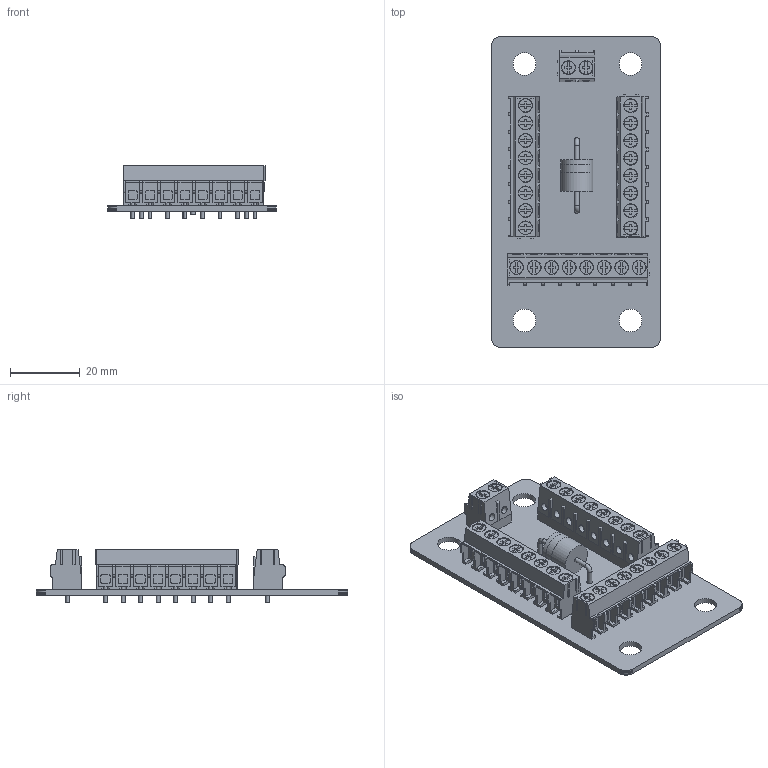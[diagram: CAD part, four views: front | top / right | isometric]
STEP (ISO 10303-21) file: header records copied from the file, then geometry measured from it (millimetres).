
FILE_DESCRIPTION(('KiCad electronic assembly'),'2;1');
FILE_NAME('ladcp_star_circuit.step','2023-06-12T11:44:44',('Pcbnew'),( 'Kicad'),'Open CASCADE STEP processor 7.5','KiCad to STEP converter' ,'Unknown');
FILE_SCHEMA(('AUTOMOTIVE_DESIGN { 1 0 10303 214 1 1 1 1 }'));
Length unit declared in the file: millimetre
Products named in the file (8): ladcp_star_circuit 1; TerminalBlock_Phoenix_PT-1,5-8-5.0-H_1x08_P5.00mm_Horizontal; SOLID; D_P600_R-6_P20.00mm_Horizontal; TerminalBlock_Phoenix_PT-1,5-2-5.0-H_1x02_P5.00mm_Horizontal; _autosave-ladcp_star_circuit PCB
Assembly tree (9 placements, depth 3):
  ladcp_star_circuit 1
    TerminalBlock_Phoenix_PT-1,5-8-5.0-H_1x08_P5.00mm_Horizontal  x3
      SOLID
    D_P600_R-6_P20.00mm_Horizontal
      SOLID
    TerminalBlock_Phoenix_PT-1,5-2-5.0-H_1x02_P5.00mm_Horizontal
      SOLID
    _autosave-ladcp_star_circuit PCB
Bounding box: 48.26 x 88.9 x 15 mm (x, y, z)
Volume: 15807.8 mm3; surface area: 21428.8 mm2
Topology: 6 solids, 6 shells, 1509 faces, 4085 edges, 2696 vertices
Faces by surface type: plane 1148, cylinder 359, torus 2
Full cylindrical faces by diameter (mm): 1 x26, 1.3 x30, 1.6 x2, 2.2 x26, 3.8 x26, 4 x26, 6.5 x4, 9.1 x2, 9.12 x1
Entity records: 48663 total; most frequent: CARTESIAN_POINT 8516, DIRECTION 6815, LINE 4543, VECTOR 4543, ORIENTED_EDGE 3562, PCURVE 3562, DEFINITIONAL_REPRESENTATION 3562, EDGE_CURVE 1781
